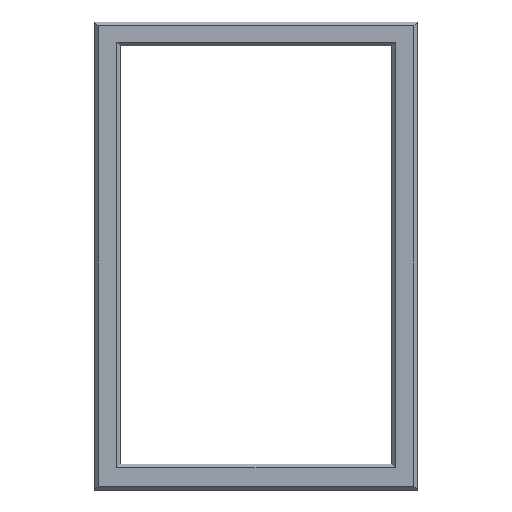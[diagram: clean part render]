
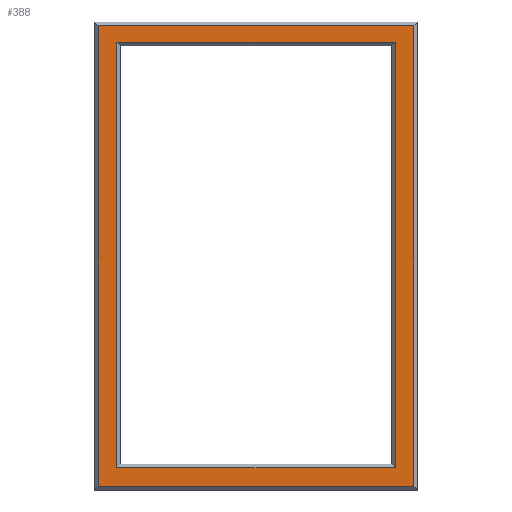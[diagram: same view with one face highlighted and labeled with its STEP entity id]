
A CAD part, top view. The second image highlights one B-rep face of the part: STEP entity #388.
In plain terms, the highlighted planar face has unit normal (0, 0, 1).
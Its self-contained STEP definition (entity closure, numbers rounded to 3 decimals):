
#15=FACE_BOUND('',#48,.T.);
#24=FACE_OUTER_BOUND('',#47,.T.);
#47=EDGE_LOOP('',(#279,#280,#281,#282));
#48=EDGE_LOOP('',(#283,#284,#285,#286));
#67=LINE('',#546,#119);
#71=LINE('',#554,#123);
#74=LINE('',#560,#126);
#78=LINE('',#566,#130);
#84=LINE('',#580,#136);
#85=LINE('',#582,#137);
#86=LINE('',#584,#138);
#87=LINE('',#585,#139);
#119=VECTOR('',#446,10.);
#123=VECTOR('',#452,10.);
#126=VECTOR('',#457,10.);
#130=VECTOR('',#463,10.);
#136=VECTOR('',#475,10.);
#137=VECTOR('',#476,10.);
#138=VECTOR('',#477,10.);
#139=VECTOR('',#478,10.);
#171=VERTEX_POINT('',#544);
#172=VERTEX_POINT('',#545);
#175=VERTEX_POINT('',#553);
#177=VERTEX_POINT('',#559);
#182=VERTEX_POINT('',#578);
#183=VERTEX_POINT('',#579);
#184=VERTEX_POINT('',#581);
#185=VERTEX_POINT('',#583);
#203=EDGE_CURVE('',#171,#172,#67,.T.);
#207=EDGE_CURVE('',#172,#175,#71,.T.);
#210=EDGE_CURVE('',#175,#177,#74,.T.);
#214=EDGE_CURVE('',#177,#171,#78,.T.);
#220=EDGE_CURVE('',#182,#183,#84,.T.);
#221=EDGE_CURVE('',#183,#184,#85,.T.);
#222=EDGE_CURVE('',#184,#185,#86,.T.);
#223=EDGE_CURVE('',#185,#182,#87,.T.);
#279=ORIENTED_EDGE('',*,*,#220,.T.);
#280=ORIENTED_EDGE('',*,*,#221,.T.);
#281=ORIENTED_EDGE('',*,*,#222,.T.);
#282=ORIENTED_EDGE('',*,*,#223,.T.);
#283=ORIENTED_EDGE('',*,*,#203,.T.);
#284=ORIENTED_EDGE('',*,*,#207,.T.);
#285=ORIENTED_EDGE('',*,*,#210,.T.);
#286=ORIENTED_EDGE('',*,*,#214,.T.);
#365=PLANE('',#425);
#388=ADVANCED_FACE('',(#24,#15),#365,.F.);
#425=AXIS2_PLACEMENT_3D('',#577,#473,#474);
#446=DIRECTION('',(0.,-1.,0.));
#452=DIRECTION('',(-1.,0.,0.));
#457=DIRECTION('',(0.,1.,0.));
#463=DIRECTION('',(1.,0.,0.));
#473=DIRECTION('center_axis',(0.,0.,-1.));
#474=DIRECTION('ref_axis',(-1.,0.,0.));
#475=DIRECTION('',(-1.,0.,0.));
#476=DIRECTION('',(0.,-1.,0.));
#477=DIRECTION('',(1.,0.,0.));
#478=DIRECTION('',(0.,1.,0.));
#544=CARTESIAN_POINT('',(38.,58.,-66.));
#545=CARTESIAN_POINT('',(38.,-58.,-66.));
#546=CARTESIAN_POINT('',(38.,-28.625,-66.));
#553=CARTESIAN_POINT('',(-38.,-58.,-66.));
#554=CARTESIAN_POINT('',(-18.5,-58.,-66.));
#559=CARTESIAN_POINT('',(-38.,58.,-66.));
#560=CARTESIAN_POINT('',(-38.,28.375,-66.));
#566=CARTESIAN_POINT('',(18.5,58.,-66.));
#577=CARTESIAN_POINT('Origin',(0.,-0.25,
-66.));
#578=CARTESIAN_POINT('',(43.,62.5,-66.));
#579=CARTESIAN_POINT('',(-43.,62.5,-66.));
#580=CARTESIAN_POINT('',(-22.,62.5,-66.));
#581=CARTESIAN_POINT('',(-43.,-63.,-66.));
#582=CARTESIAN_POINT('',(-43.,-32.125,-66.));
#583=CARTESIAN_POINT('',(43.,-63.,-66.));
#584=CARTESIAN_POINT('',(22.,-63.,-66.));
#585=CARTESIAN_POINT('',(43.,31.625,-66.));
